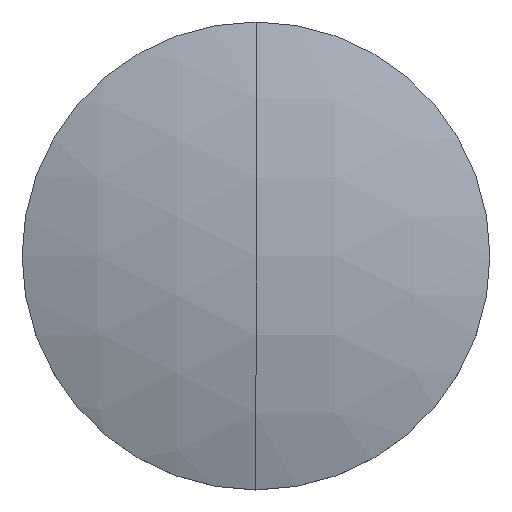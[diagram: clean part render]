
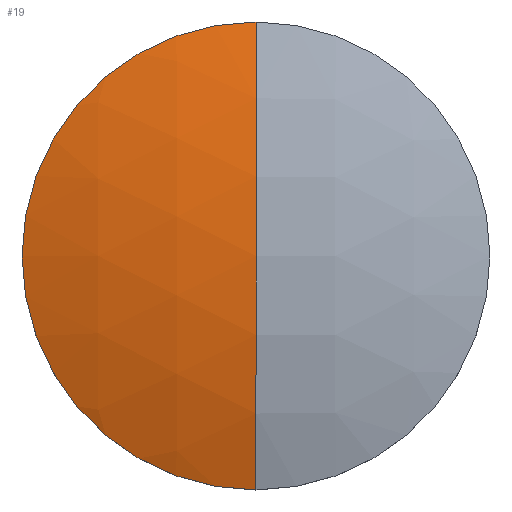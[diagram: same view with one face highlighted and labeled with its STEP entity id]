
A CAD part, top view. The second image highlights one B-rep face of the part: STEP entity #19.
In plain terms, the highlighted spherical face has radius 38.63 mm.
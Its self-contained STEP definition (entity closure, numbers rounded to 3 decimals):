
#4 = VERTEX_POINT ( 'NONE', #57 ) ;
#6 = EDGE_CURVE ( 'NONE', #7, #4, #56, .T. ) ;
#7 = VERTEX_POINT ( 'NONE', #51 ) ;
#19 = ADVANCED_FACE ( 'NONE', ( #138 ), #103, .T. ) ;
#20 = EDGE_LOOP ( 'NONE', ( #21, #22, #25, #28 ) ) ;
#21 = ORIENTED_EDGE ( 'NONE', *, *, #6, .T. ) ;
#22 = ORIENTED_EDGE ( 'NONE', *, *, #23, .T. ) ;
#23 = EDGE_CURVE ( 'NONE', #4, #24, #102, .T. ) ;
#24 = VERTEX_POINT ( 'NONE', #93 ) ;
#25 = ORIENTED_EDGE ( 'NONE', *, *, #26, .T. ) ;
#26 = EDGE_CURVE ( 'NONE', #24, #27, #211, .T. ) ;
#27 = VERTEX_POINT ( 'NONE', #206 ) ;
#28 = ORIENTED_EDGE ( 'NONE', *, *, #29, .F. ) ;
#29 = EDGE_CURVE ( 'NONE', #7, #27, #204, .T. ) ;
#51 = CARTESIAN_POINT ( 'NONE',  ( 0., 12.7, -0.077 ) ) ;
#52 = DIRECTION ( 'NONE',  ( 1., 0., 0. ) ) ;
#53 = DIRECTION ( 'NONE',  ( 0., 0., 1. ) ) ;
#54 = CARTESIAN_POINT ( 'NONE',  ( 0., 0., -0.077 ) ) ;
#55 = AXIS2_PLACEMENT_3D ( 'NONE', #54, #53, #52 ) ;
#56 = CIRCLE ( 'NONE', #55, 12.7 ) ;
#57 = CARTESIAN_POINT ( 'NONE',  ( -12.7, 0., -0.077 ) ) ;
#93 = CARTESIAN_POINT ( 'NONE',  ( 0., -12.7, -0.077 ) ) ;
#94 = DIRECTION ( 'NONE',  ( 1., 0., 0. ) ) ;
#95 = DIRECTION ( 'NONE',  ( 0., 0., 1. ) ) ;
#96 = CARTESIAN_POINT ( 'NONE',  ( 0., 0., -0.077 ) ) ;
#97 = AXIS2_PLACEMENT_3D ( 'NONE', #96, #95, #94 ) ;
#98 = DIRECTION ( 'NONE',  ( 0., 1., 0. ) ) ;
#99 = DIRECTION ( 'NONE',  ( -1., 0., 0. ) ) ;
#100 = CARTESIAN_POINT ( 'NONE',  ( 0., 0., -36.56 ) ) ;
#101 = AXIS2_PLACEMENT_3D ( 'NONE', #100, #99, #98 ) ;
#102 = CIRCLE ( 'NONE', #97, 12.7 ) ;
#103 = SPHERICAL_SURFACE ( 'NONE', #101, 38.63 ) ;
#138 = FACE_OUTER_BOUND ( 'NONE', #20, .T. ) ;
#200 = DIRECTION ( 'NONE',  ( 0., 0., -1. ) ) ;
#201 = DIRECTION ( 'NONE',  ( 1., 0., 0. ) ) ;
#202 = CARTESIAN_POINT ( 'NONE',  ( 0., 0., -36.56 ) ) ;
#203 = AXIS2_PLACEMENT_3D ( 'NONE', #202, #201, #200 ) ;
#204 = CIRCLE ( 'NONE', #203, 38.63 ) ;
#206 = CARTESIAN_POINT ( 'NONE',  ( 0., 0., 2.07 ) ) ;
#207 = DIRECTION ( 'NONE',  ( 0., -1., 0. ) ) ;
#208 = DIRECTION ( 'NONE',  ( -1., 0., 0. ) ) ;
#209 = CARTESIAN_POINT ( 'NONE',  ( 0., 0., -36.56 ) ) ;
#210 = AXIS2_PLACEMENT_3D ( 'NONE', #209, #208, #207 ) ;
#211 = CIRCLE ( 'NONE', #210, 38.63 ) ;
